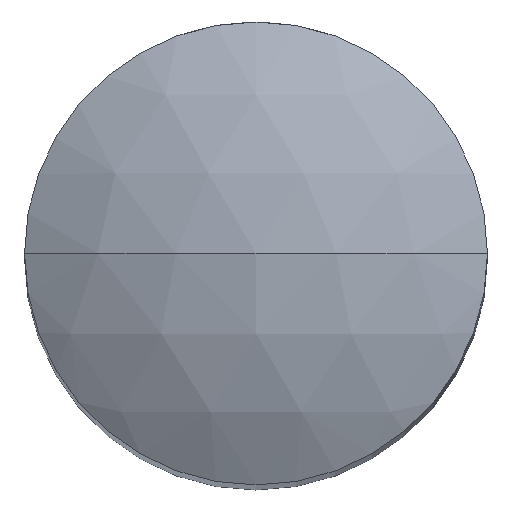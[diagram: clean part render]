
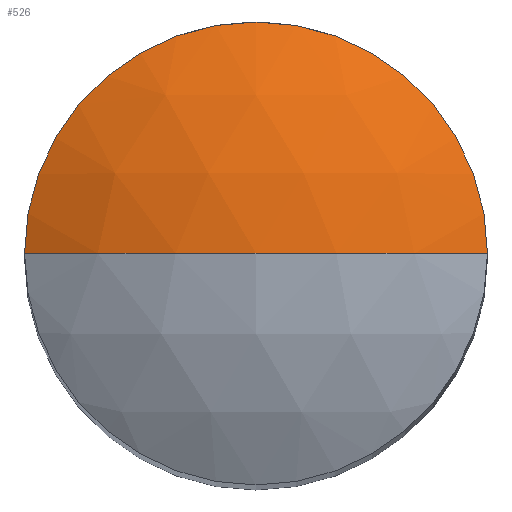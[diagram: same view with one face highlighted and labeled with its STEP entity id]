
A CAD part, top view. The second image highlights one B-rep face of the part: STEP entity #526.
In plain terms, the highlighted spherical face has radius 12 mm.
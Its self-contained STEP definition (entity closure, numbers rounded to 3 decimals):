
#8 = EDGE_CURVE ( 'NONE', #228, #706, #115, .T. ) ;
#83 = EDGE_LOOP ( 'NONE', ( #469, #863, #515 ) ) ;
#115 = CIRCLE ( 'NONE', #429, 12. ) ;
#141 = CARTESIAN_POINT ( 'NONE',  ( -6., 0., 38.392 ) ) ;
#145 = AXIS2_PLACEMENT_3D ( 'NONE', #414, #870, #488 ) ;
#160 = DIRECTION ( 'NONE',  ( 1., 0., 0. ) ) ;
#228 = VERTEX_POINT ( 'NONE', #430 ) ;
#240 = AXIS2_PLACEMENT_3D ( 'NONE', #370, #300, #160 ) ;
#279 = AXIS2_PLACEMENT_3D ( 'NONE', #808, #618, #489 ) ;
#300 = DIRECTION ( 'NONE',  ( 0., -1., 0. ) ) ;
#358 = EDGE_CURVE ( 'NONE', #866, #706, #692, .T. ) ;
#370 = CARTESIAN_POINT ( 'NONE',  ( 0., 0., 28. ) ) ;
#399 = CIRCLE ( 'NONE', #145, 12. ) ;
#414 = CARTESIAN_POINT ( 'NONE',  ( 0., 0., 28. ) ) ;
#429 = AXIS2_PLACEMENT_3D ( 'NONE', #730, #664, #705 ) ;
#430 = CARTESIAN_POINT ( 'NONE',  ( 0., 0., 40. ) ) ;
#469 = ORIENTED_EDGE ( 'NONE', *, *, #775, .F. ) ;
#482 = FACE_OUTER_BOUND ( 'NONE', #83, .T. ) ;
#488 = DIRECTION ( 'NONE',  ( 1., 0., 0. ) ) ;
#489 = DIRECTION ( 'NONE',  ( -1., 0., 0. ) ) ;
#515 = ORIENTED_EDGE ( 'NONE', *, *, #358, .F. ) ;
#526 = ADVANCED_FACE ( 'NONE', ( #482 ), #613, .T. ) ;
#613 = SPHERICAL_SURFACE ( 'NONE', #240, 12. ) ;
#618 = DIRECTION ( 'NONE',  ( 0., 0., -1. ) ) ;
#664 = DIRECTION ( 'NONE',  ( 0., 1., 0. ) ) ;
#666 = CARTESIAN_POINT ( 'NONE',  ( 6., 0., 38.392 ) ) ;
#692 = CIRCLE ( 'NONE', #279, 6. ) ;
#705 = DIRECTION ( 'NONE',  ( 0., 0., 1. ) ) ;
#706 = VERTEX_POINT ( 'NONE', #666 ) ;
#730 = CARTESIAN_POINT ( 'NONE',  ( 0., 0., 28. ) ) ;
#775 = EDGE_CURVE ( 'NONE', #228, #866, #399, .T. ) ;
#808 = CARTESIAN_POINT ( 'NONE',  ( 0., 0., 38.392 ) ) ;
#863 = ORIENTED_EDGE ( 'NONE', *, *, #8, .T. ) ;
#866 = VERTEX_POINT ( 'NONE', #141 ) ;
#870 = DIRECTION ( 'NONE',  ( 0., -1., 0. ) ) ;
